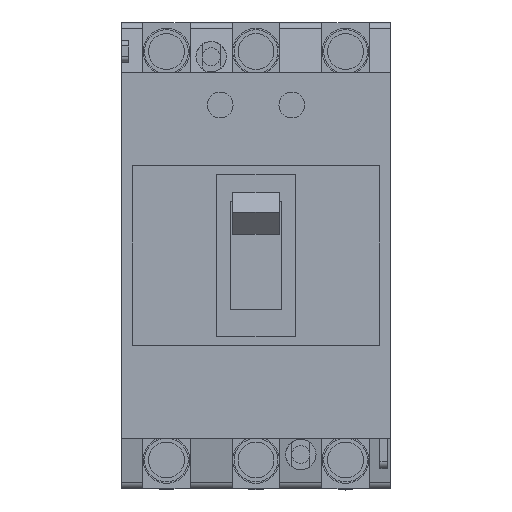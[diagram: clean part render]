
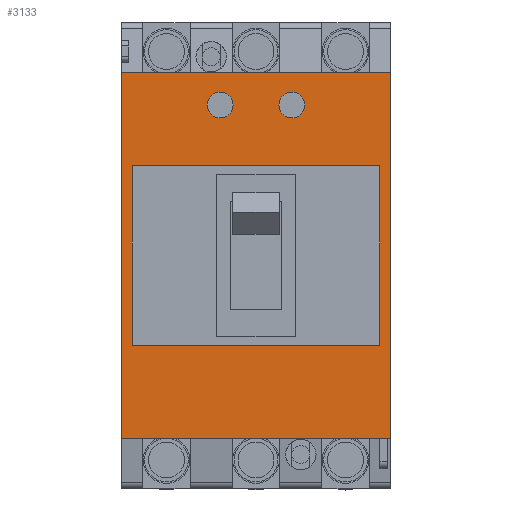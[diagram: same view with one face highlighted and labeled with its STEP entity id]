
A CAD part, top view. The second image highlights one B-rep face of the part: STEP entity #3133.
In plain terms, the highlighted planar face has unit normal (0, 0, 1).
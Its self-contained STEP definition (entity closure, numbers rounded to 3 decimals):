
#157 = FACE_BOUND ( 'NONE', #6069, .T. ) ;
#177 = CIRCLE ( 'NONE', #12475, 3.6 ) ;
#303 = DIRECTION ( 'NONE',  ( 1., 0., 0. ) ) ;
#503 = ORIENTED_EDGE ( 'NONE', *, *, #7110, .F. ) ;
#575 = AXIS2_PLACEMENT_3D ( 'NONE', #14040, #7400, #850 ) ;
#850 = DIRECTION ( 'NONE',  ( 1., 0., 0. ) ) ;
#872 = DIRECTION ( 'NONE',  ( -1., 0., 0. ) ) ;
#1036 = ORIENTED_EDGE ( 'NONE', *, *, #12205, .T. ) ;
#1318 = ORIENTED_EDGE ( 'NONE', *, *, #11988, .F. ) ;
#1326 = EDGE_LOOP ( 'NONE', ( #13617, #2440 ) ) ;
#1450 = VECTOR ( 'NONE', #1459, 1000. ) ;
#1459 = DIRECTION ( 'NONE',  ( 0., -1., 0. ) ) ;
#1463 = CARTESIAN_POINT ( 'NONE',  ( 37.5, 65., 68. ) ) ;
#1559 = EDGE_CURVE ( 'NONE', #6906, #9514, #2674, .T. ) ;
#1572 = ORIENTED_EDGE ( 'NONE', *, *, #3223, .F. ) ;
#1596 = AXIS2_PLACEMENT_3D ( 'NONE', #13464, #6823, #303 ) ;
#1635 = CARTESIAN_POINT ( 'NONE',  ( -13.6, 42., 68. ) ) ;
#1786 = EDGE_CURVE ( 'NONE', #5542, #5544, #7094, .T. ) ;
#1823 = CARTESIAN_POINT ( 'NONE',  ( 6.4, 42., 68. ) ) ;
#1912 = CARTESIAN_POINT ( 'NONE',  ( -34.5, -25., 68. ) ) ;
#2005 = CIRCLE ( 'NONE', #8303, 3.6 ) ;
#2269 = VECTOR ( 'NONE', #872, 1000. ) ;
#2440 = ORIENTED_EDGE ( 'NONE', *, *, #1786, .F. ) ;
#2546 = ORIENTED_EDGE ( 'NONE', *, *, #4243, .F. ) ;
#2577 = CARTESIAN_POINT ( 'NONE',  ( -37.5, 65., 68. ) ) ;
#2582 = DIRECTION ( 'NONE',  ( 0., 1., 0. ) ) ;
#2674 = LINE ( 'NONE', #1463, #10697 ) ;
#2845 = CIRCLE ( 'NONE', #575, 3.6 ) ;
#3079 = FACE_OUTER_BOUND ( 'NONE', #7100, .T. ) ;
#3133 = ADVANCED_FACE ( 'NONE', ( #11832, #8916, #3079, #157 ), #4641, .T. ) ;
#3223 = EDGE_CURVE ( 'NONE', #6603, #13895, #6286, .T. ) ;
#3232 = VECTOR ( 'NONE', #10486, 1000. ) ;
#3412 = DIRECTION ( 'NONE',  ( 0., 0., 1. ) ) ;
#3679 = EDGE_LOOP ( 'NONE', ( #8946, #12560 ) ) ;
#3694 = EDGE_CURVE ( 'NONE', #6607, #13049, #2005, .T. ) ;
#3775 = CARTESIAN_POINT ( 'NONE',  ( -37.5, 51., 68. ) ) ;
#4032 = LINE ( 'NONE', #5546, #9201 ) ;
#4243 = EDGE_CURVE ( 'NONE', #13070, #6603, #4032, .T. ) ;
#4380 = VECTOR ( 'NONE', #6585, 1000. ) ;
#4557 = CARTESIAN_POINT ( 'NONE',  ( -37.5, -51., 68. ) ) ;
#4641 = PLANE ( 'NONE',  #1596 ) ;
#4937 = EDGE_CURVE ( 'NONE', #7075, #11884, #10188, .T. ) ;
#5235 = CARTESIAN_POINT ( 'NONE',  ( -10., 42., 68. ) ) ;
#5254 = CARTESIAN_POINT ( 'NONE',  ( 34.5, 25., 68. ) ) ;
#5381 = CARTESIAN_POINT ( 'NONE',  ( 13.6, 42., 68. ) ) ;
#5542 = VERTEX_POINT ( 'NONE', #1635 ) ;
#5544 = VERTEX_POINT ( 'NONE', #12568 ) ;
#5546 = CARTESIAN_POINT ( 'NONE',  ( -34.5, -25., 68. ) ) ;
#5576 = AXIS2_PLACEMENT_3D ( 'NONE', #8190, #8005, #7950 ) ;
#5656 = DIRECTION ( 'NONE',  ( 1., 0., 0. ) ) ;
#5835 = CARTESIAN_POINT ( 'NONE',  ( 37.5, -51., 68. ) ) ;
#6069 = EDGE_LOOP ( 'NONE', ( #503, #1318, #1572, #2546 ) ) ;
#6286 = LINE ( 'NONE', #11578, #12157 ) ;
#6339 = DIRECTION ( 'NONE',  ( 1., 0., 0. ) ) ;
#6585 = DIRECTION ( 'NONE',  ( 1., 0., 0. ) ) ;
#6603 = VERTEX_POINT ( 'NONE', #9730 ) ;
#6607 = VERTEX_POINT ( 'NONE', #5381 ) ;
#6626 = DIRECTION ( 'NONE',  ( 1., 0., 0. ) ) ;
#6823 = DIRECTION ( 'NONE',  ( 0., 0., 1. ) ) ;
#6855 = VECTOR ( 'NONE', #5656, 1000. ) ;
#6906 = VERTEX_POINT ( 'NONE', #5835 ) ;
#7075 = VERTEX_POINT ( 'NONE', #3775 ) ;
#7094 = CIRCLE ( 'NONE', #5576, 3.6 ) ;
#7100 = EDGE_LOOP ( 'NONE', ( #7557, #1036, #10501, #11856 ) ) ;
#7110 = EDGE_CURVE ( 'NONE', #14044, #13070, #12692, .T. ) ;
#7156 = CARTESIAN_POINT ( 'NONE',  ( -34.5, 25., 68. ) ) ;
#7400 = DIRECTION ( 'NONE',  ( 0., 0., 1. ) ) ;
#7557 = ORIENTED_EDGE ( 'NONE', *, *, #4937, .T. ) ;
#7950 = DIRECTION ( 'NONE',  ( 1., 0., 0. ) ) ;
#8005 = DIRECTION ( 'NONE',  ( 0., 0., 1. ) ) ;
#8058 = CARTESIAN_POINT ( 'NONE',  ( 37.5, 51., 68. ) ) ;
#8190 = CARTESIAN_POINT ( 'NONE',  ( -10., 42., 68. ) ) ;
#8303 = AXIS2_PLACEMENT_3D ( 'NONE', #9986, #3412, #11090 ) ;
#8916 = FACE_BOUND ( 'NONE', #1326, .T. ) ;
#8946 = ORIENTED_EDGE ( 'NONE', *, *, #3694, .F. ) ;
#9201 = VECTOR ( 'NONE', #6626, 1000. ) ;
#9386 = EDGE_CURVE ( 'NONE', #7075, #9514, #10228, .T. ) ;
#9431 = CARTESIAN_POINT ( 'NONE',  ( -37.5, -51., 68. ) ) ;
#9514 = VERTEX_POINT ( 'NONE', #8058 ) ;
#9657 = EDGE_CURVE ( 'NONE', #13049, #6607, #2845, .T. ) ;
#9730 = CARTESIAN_POINT ( 'NONE',  ( 34.5, -25., 68. ) ) ;
#9986 = CARTESIAN_POINT ( 'NONE',  ( 10., 42., 68. ) ) ;
#10155 = LINE ( 'NONE', #4557, #6855 ) ;
#10188 = LINE ( 'NONE', #2577, #1450 ) ;
#10228 = LINE ( 'NONE', #13225, #4380 ) ;
#10486 = DIRECTION ( 'NONE',  ( 0., -1., 0. ) ) ;
#10501 = ORIENTED_EDGE ( 'NONE', *, *, #1559, .T. ) ;
#10697 = VECTOR ( 'NONE', #2582, 1000. ) ;
#11090 = DIRECTION ( 'NONE',  ( 1., 0., 0. ) ) ;
#11250 = CARTESIAN_POINT ( 'NONE',  ( -34.5, 25., 68. ) ) ;
#11578 = CARTESIAN_POINT ( 'NONE',  ( 34.5, -25., 68. ) ) ;
#11832 = FACE_BOUND ( 'NONE', #3679, .T. ) ;
#11856 = ORIENTED_EDGE ( 'NONE', *, *, #9386, .F. ) ;
#11884 = VERTEX_POINT ( 'NONE', #9431 ) ;
#11988 = EDGE_CURVE ( 'NONE', #13895, #14044, #13975, .T. ) ;
#12157 = VECTOR ( 'NONE', #13800, 1000. ) ;
#12205 = EDGE_CURVE ( 'NONE', #11884, #6906, #10155, .T. ) ;
#12475 = AXIS2_PLACEMENT_3D ( 'NONE', #5235, #12967, #6339 ) ;
#12560 = ORIENTED_EDGE ( 'NONE', *, *, #9657, .F. ) ;
#12568 = CARTESIAN_POINT ( 'NONE',  ( -6.4, 42., 68. ) ) ;
#12619 = EDGE_CURVE ( 'NONE', #5544, #5542, #177, .T. ) ;
#12692 = LINE ( 'NONE', #7156, #3232 ) ;
#12967 = DIRECTION ( 'NONE',  ( 0., 0., 1. ) ) ;
#13049 = VERTEX_POINT ( 'NONE', #1823 ) ;
#13070 = VERTEX_POINT ( 'NONE', #1912 ) ;
#13139 = CARTESIAN_POINT ( 'NONE',  ( 34.5, 25., 68. ) ) ;
#13225 = CARTESIAN_POINT ( 'NONE',  ( -37.5, 51., 68. ) ) ;
#13464 = CARTESIAN_POINT ( 'NONE',  ( 0., 0., 68. ) ) ;
#13617 = ORIENTED_EDGE ( 'NONE', *, *, #12619, .F. ) ;
#13800 = DIRECTION ( 'NONE',  ( 0., 1., 0. ) ) ;
#13895 = VERTEX_POINT ( 'NONE', #13139 ) ;
#13975 = LINE ( 'NONE', #5254, #2269 ) ;
#14040 = CARTESIAN_POINT ( 'NONE',  ( 10., 42., 68. ) ) ;
#14044 = VERTEX_POINT ( 'NONE', #11250 ) ;
